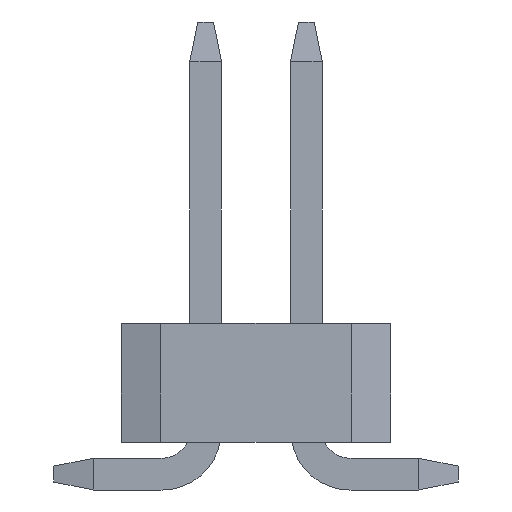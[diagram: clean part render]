
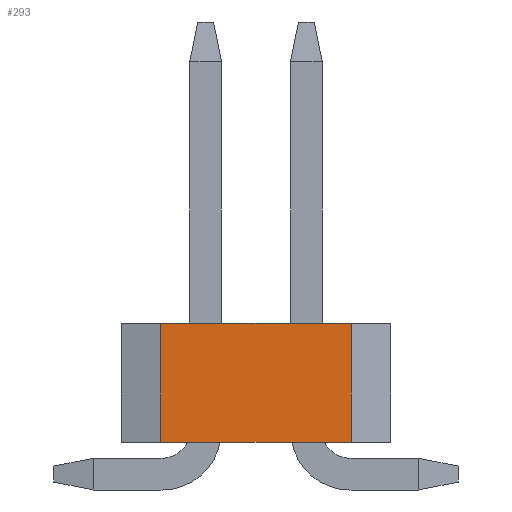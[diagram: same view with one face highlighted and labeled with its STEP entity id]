
A CAD part, left-side view. The second image highlights one B-rep face of the part: STEP entity #293.
In plain terms, the highlighted planar face has unit normal (-1, 0, 0).
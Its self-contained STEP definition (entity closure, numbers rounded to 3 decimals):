
#293 = ADVANCED_FACE( '', ( #577 ), #578, .T. );
#577 = FACE_OUTER_BOUND( '', #887, .T. );
#578 = PLANE( '', #888 );
#887 = EDGE_LOOP( '', ( #1378, #1379, #1380, #1381 ) );
#888 = AXIS2_PLACEMENT_3D( '', #1382, #1383, #1384 );
#1378 = ORIENTED_EDGE( '', *, *, #2145, .F. );
#1379 = ORIENTED_EDGE( '', *, *, #2146, .T. );
#1380 = ORIENTED_EDGE( '', *, *, #2056, .T. );
#1381 = ORIENTED_EDGE( '', *, *, #2147, .F. );
#1382 = CARTESIAN_POINT( '', ( -3.175, -1.7, -0.75 ) );
#1383 = DIRECTION( '', ( -1., 0., 0. ) );
#1384 = DIRECTION( '', ( 0., 0., 1. ) );
#2056 = EDGE_CURVE( '', #2469, #2467, #2470, .T. );
#2145 = EDGE_CURVE( '', #2613, #2614, #2615, .T. );
#2146 = EDGE_CURVE( '', #2613, #2469, #2616, .T. );
#2147 = EDGE_CURVE( '', #2614, #2467, #2617, .T. );
#2467 = VERTEX_POINT( '', #3053 );
#2469 = VERTEX_POINT( '', #3056 );
#2470 = LINE( '', #3057, #3058 );
#2613 = VERTEX_POINT( '', #3268 );
#2614 = VERTEX_POINT( '', #3269 );
#2615 = LINE( '', #3270, #3271 );
#2616 = LINE( '', #3272, #3273 );
#2617 = LINE( '', #3274, #3275 );
#3053 = CARTESIAN_POINT( '', ( -3.175, 1.2, 0.75 ) );
#3056 = CARTESIAN_POINT( '', ( -3.175, -1.2, 0.75 ) );
#3057 = CARTESIAN_POINT( '', ( -3.175, -1.7, 0.75 ) );
#3058 = VECTOR( '', #3677, 1000. );
#3268 = CARTESIAN_POINT( '', ( -3.175, -1.2, -0.75 ) );
#3269 = CARTESIAN_POINT( '', ( -3.175, 1.2, -0.75 ) );
#3270 = CARTESIAN_POINT( '', ( -3.175, -1.7, -0.75 ) );
#3271 = VECTOR( '', #3757, 1000. );
#3272 = CARTESIAN_POINT( '', ( -3.175, -1.2, -6.737 ) );
#3273 = VECTOR( '', #3758, 1000. );
#3274 = CARTESIAN_POINT( '', ( -3.175, 1.2, -6.737 ) );
#3275 = VECTOR( '', #3759, 1000. );
#3677 = DIRECTION( '', ( 0., 1., 0. ) );
#3757 = DIRECTION( '', ( 0., 1., 0. ) );
#3758 = DIRECTION( '', ( 0., 0., 1. ) );
#3759 = DIRECTION( '', ( 0., 0., 1. ) );
